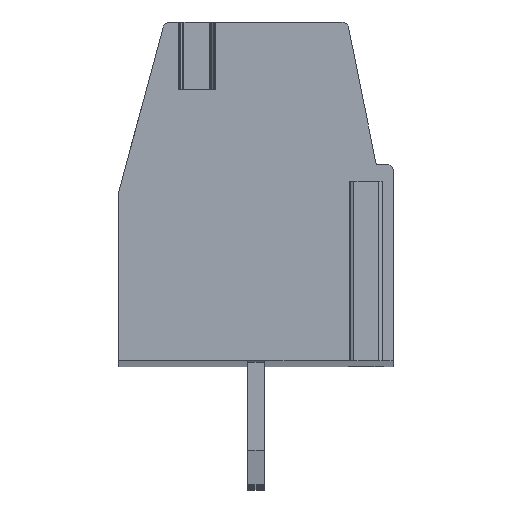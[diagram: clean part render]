
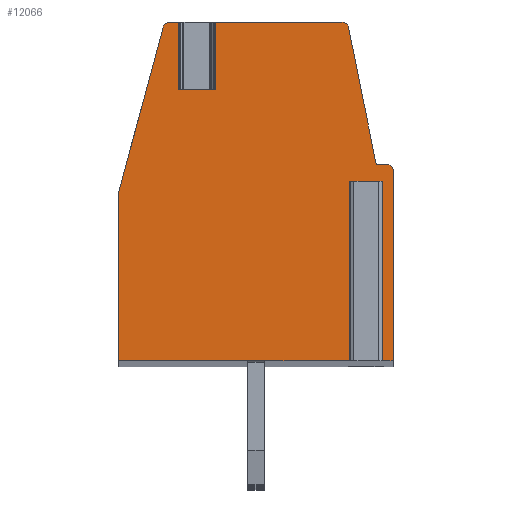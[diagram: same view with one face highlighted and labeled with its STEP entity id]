
A CAD part, top view. The second image highlights one B-rep face of the part: STEP entity #12066.
In plain terms, the highlighted planar face has unit normal (0, 0, 1).
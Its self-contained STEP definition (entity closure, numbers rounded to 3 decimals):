
#384=DIRECTION('',(-1.,0.,0.));
#385=VECTOR('',#384,1.07);
#386=CARTESIAN_POINT('',(-1.21,3.,2.5));
#387=LINE('',#386,#385);
#388=DIRECTION('',(0.,1.,0.));
#389=VECTOR('',#388,2.);
#390=CARTESIAN_POINT('',(-1.21,3.,2.5));
#391=LINE('',#390,#389);
#392=DIRECTION('',(-1.,0.,0.));
#393=VECTOR('',#392,3.746);
#394=CARTESIAN_POINT('',(2.536,5.,2.5));
#395=LINE('',#394,#393);
#396=CARTESIAN_POINT('',(2.536,4.8,2.5));
#397=DIRECTION('',(0.,0.,1.));
#398=DIRECTION('',(0.98,0.198,0.));
#399=AXIS2_PLACEMENT_3D('',#396,#397,#398);
#401=DIRECTION('',(-0.198,0.98,0.));
#402=VECTOR('',#401,4.122);
#403=CARTESIAN_POINT('',(3.55,0.8,2.5));
#404=LINE('',#403,#402);
#405=DIRECTION('',(-1.,0.,0.));
#406=VECTOR('',#405,0.3);
#407=CARTESIAN_POINT('',(3.85,0.8,2.5));
#408=LINE('',#407,#406);
#409=CARTESIAN_POINT('',(3.85,0.6,2.5));
#410=DIRECTION('',(0.,0.,1.));
#411=DIRECTION('',(1.,0.,0.));
#412=AXIS2_PLACEMENT_3D('',#409,#410,#411);
#414=DIRECTION('',(0.,1.,0.));
#415=VECTOR('',#414,5.6);
#416=CARTESIAN_POINT('',(4.05,-5.,2.5));
#417=LINE('',#416,#415);
#418=DIRECTION('',(1.,0.,0.));
#419=VECTOR('',#418,0.495);
#420=CARTESIAN_POINT('',(3.555,-5.,2.5));
#421=LINE('',#420,#419);
#422=DIRECTION('',(0.,1.,0.));
#423=VECTOR('',#422,5.3);
#424=CARTESIAN_POINT('',(3.555,-5.,2.5));
#425=LINE('',#424,#423);
#426=DIRECTION('',(1.,0.,0.));
#427=VECTOR('',#426,0.6);
#428=CARTESIAN_POINT('',(2.955,0.3,2.5));
#429=LINE('',#428,#427);
#430=DIRECTION('',(0.,1.,0.));
#431=VECTOR('',#430,5.3);
#432=CARTESIAN_POINT('',(2.955,-5.,2.5));
#433=LINE('',#432,#431);
#434=DIRECTION('',(1.,0.,0.));
#435=VECTOR('',#434,7.005);
#436=CARTESIAN_POINT('',(-4.05,-5.,2.5));
#437=LINE('',#436,#435);
#438=DIRECTION('',(0.,-1.,0.));
#439=VECTOR('',#438,5.);
#440=CARTESIAN_POINT('',(-4.05,0.,2.5));
#441=LINE('',#440,#439);
#442=DIRECTION('',(-0.261,-0.965,0.));
#443=VECTOR('',#442,5.026);
#444=CARTESIAN_POINT('',(-2.74,4.852,2.5));
#445=LINE('',#444,#443);
#446=CARTESIAN_POINT('',(-2.547,4.8,2.5));
#447=DIRECTION('',(0.,0.,1.));
#448=DIRECTION('',(0.,1.,0.));
#449=AXIS2_PLACEMENT_3D('',#446,#447,#448);
#451=DIRECTION('',(-1.,0.,0.));
#452=VECTOR('',#451,0.267);
#453=CARTESIAN_POINT('',(-2.28,5.,2.5));
#454=LINE('',#453,#452);
#455=DIRECTION('',(0.,1.,0.));
#456=VECTOR('',#455,2.);
#457=CARTESIAN_POINT('',(-2.28,3.,2.5));
#458=LINE('',#457,#456);
#9039=CARTESIAN_POINT('',(4.05,-5.,2.5));
#9040=CARTESIAN_POINT('',(4.05,0.6,2.5));
#9041=VERTEX_POINT('',#9039);
#9042=VERTEX_POINT('',#9040);
#9043=CARTESIAN_POINT('',(3.85,0.8,2.5));
#9044=VERTEX_POINT('',#9043);
#9045=CARTESIAN_POINT('',(3.55,0.8,2.5));
#9046=VERTEX_POINT('',#9045);
#9047=CARTESIAN_POINT('',(2.732,4.84,2.5));
#9048=VERTEX_POINT('',#9047);
#9049=CARTESIAN_POINT('',(2.536,5.,2.5));
#9050=VERTEX_POINT('',#9049);
#9051=CARTESIAN_POINT('',(-2.547,5.,2.5));
#9052=CARTESIAN_POINT('',(-2.74,4.852,2.5));
#9053=VERTEX_POINT('',#9051);
#9054=VERTEX_POINT('',#9052);
#9055=CARTESIAN_POINT('',(-4.05,0.,2.5));
#9056=VERTEX_POINT('',#9055);
#9057=CARTESIAN_POINT('',(-4.05,-5.,2.5));
#9058=VERTEX_POINT('',#9057);
#9075=CARTESIAN_POINT('',(2.955,0.3,2.5));
#9076=CARTESIAN_POINT('',(3.555,0.3,2.5));
#9077=VERTEX_POINT('',#9075);
#9078=VERTEX_POINT('',#9076);
#9079=CARTESIAN_POINT('',(2.955,-5.,2.5));
#9080=VERTEX_POINT('',#9079);
#9081=CARTESIAN_POINT('',(3.555,-5.,2.5));
#9082=VERTEX_POINT('',#9081);
#9151=CARTESIAN_POINT('',(-1.21,3.,2.5));
#9152=CARTESIAN_POINT('',(-2.28,3.,2.5));
#9153=VERTEX_POINT('',#9151);
#9154=VERTEX_POINT('',#9152);
#9155=CARTESIAN_POINT('',(-2.28,5.,2.5));
#9156=VERTEX_POINT('',#9155);
#9157=CARTESIAN_POINT('',(-1.21,5.,2.5));
#9158=VERTEX_POINT('',#9157);
#12026=CARTESIAN_POINT('',(0.,0.,2.5));
#12027=DIRECTION('',(0.,0.,1.));
#12028=DIRECTION('',(1.,0.,0.));
#12029=AXIS2_PLACEMENT_3D('',#12026,#12027,#12028);
#12030=PLANE('',#12029);
#12032=ORIENTED_EDGE('',*,*,#12031,.F.);
#12033=ORIENTED_EDGE('',*,*,#12017,.T.);
#12034=ORIENTED_EDGE('',*,*,#11838,.F.);
#12036=ORIENTED_EDGE('',*,*,#12035,.F.);
#12038=ORIENTED_EDGE('',*,*,#12037,.F.);
#12040=ORIENTED_EDGE('',*,*,#12039,.F.);
#12042=ORIENTED_EDGE('',*,*,#12041,.F.);
#12044=ORIENTED_EDGE('',*,*,#12043,.F.);
#12046=ORIENTED_EDGE('',*,*,#12045,.F.);
#12048=ORIENTED_EDGE('',*,*,#12047,.T.);
#12050=ORIENTED_EDGE('',*,*,#12049,.F.);
#12052=ORIENTED_EDGE('',*,*,#12051,.F.);
#12054=ORIENTED_EDGE('',*,*,#12053,.F.);
#12056=ORIENTED_EDGE('',*,*,#12055,.F.);
#12058=ORIENTED_EDGE('',*,*,#12057,.F.);
#12060=ORIENTED_EDGE('',*,*,#12059,.F.);
#12061=ORIENTED_EDGE('',*,*,#11821,.F.);
#12063=ORIENTED_EDGE('',*,*,#12062,.F.);
#12064=EDGE_LOOP('',(#12032,#12033,#12034,#12036,#12038,#12040,#12042,#12044,
#12046,#12048,#12050,#12052,#12054,#12056,#12058,#12060,#12061,#12063));
#12065=FACE_OUTER_BOUND('',#12064,.F.);
#400=CIRCLE('',#399,0.2);
#413=CIRCLE('',#412,0.2);
#450=CIRCLE('',#449,0.2);
#11821=EDGE_CURVE('',#9156,#9053,#454,.T.);
#11838=EDGE_CURVE('',#9050,#9158,#395,.T.);
#12017=EDGE_CURVE('',#9153,#9158,#391,.T.);
#12031=EDGE_CURVE('',#9153,#9154,#387,.T.);
#12035=EDGE_CURVE('',#9048,#9050,#400,.T.);
#12037=EDGE_CURVE('',#9046,#9048,#404,.T.);
#12039=EDGE_CURVE('',#9044,#9046,#408,.T.);
#12041=EDGE_CURVE('',#9042,#9044,#413,.T.);
#12043=EDGE_CURVE('',#9041,#9042,#417,.T.);
#12045=EDGE_CURVE('',#9082,#9041,#421,.T.);
#12047=EDGE_CURVE('',#9082,#9078,#425,.T.);
#12049=EDGE_CURVE('',#9077,#9078,#429,.T.);
#12051=EDGE_CURVE('',#9080,#9077,#433,.T.);
#12053=EDGE_CURVE('',#9058,#9080,#437,.T.);
#12055=EDGE_CURVE('',#9056,#9058,#441,.T.);
#12057=EDGE_CURVE('',#9054,#9056,#445,.T.);
#12059=EDGE_CURVE('',#9053,#9054,#450,.T.);
#12062=EDGE_CURVE('',#9154,#9156,#458,.T.);
#12066=ADVANCED_FACE('',(#12065),#12030,.T.);
